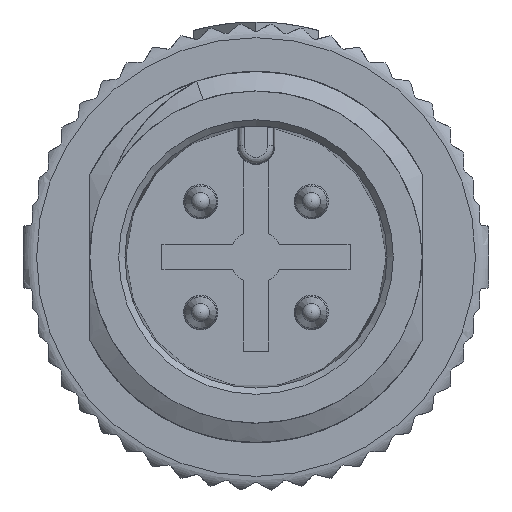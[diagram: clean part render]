
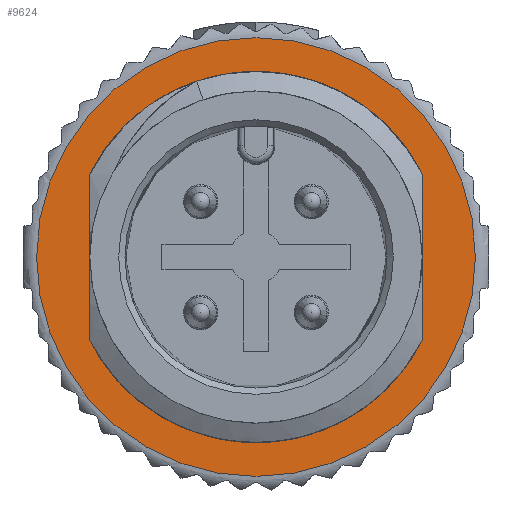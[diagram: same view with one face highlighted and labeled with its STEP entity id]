
A CAD part, front view. The second image highlights one B-rep face of the part: STEP entity #9624.
In plain terms, the highlighted face is planar.
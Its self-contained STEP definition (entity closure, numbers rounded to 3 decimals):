
#3999=ORIENTED_EDGE('',*,*,#5869,.F.);
#4000=ORIENTED_EDGE('',*,*,#5868,.F.);
#5868=EDGE_CURVE('',#6987,#6987,#7400,.T.);
#5869=EDGE_CURVE('',#6988,#6988,#7401,.T.);
#6987=VERTEX_POINT('',#17435);
#6988=VERTEX_POINT('',#17438);
#7400=CIRCLE('',#10596,7.);
#7401=CIRCLE('',#10598,5.3);
#7955=EDGE_LOOP('',(#3999));
#7956=EDGE_LOOP('',(#4000));
#8681=FACE_BOUND('',#7955,.T.);
#8682=FACE_BOUND('',#7956,.T.);
#9185=PLANE('',#10597);
#9624=ADVANCED_FACE('',(#8681,#8682),#9185,.T.);
#10596=AXIS2_PLACEMENT_3D('',#17434,#12255,#12256);
#10597=AXIS2_PLACEMENT_3D('',#17436,#12257,#12258);
#10598=AXIS2_PLACEMENT_3D('',#17437,#12259,#12260);
#12255=DIRECTION('',(0.,0.,-1.));
#12256=DIRECTION('',(-1.,0.,0.));
#12257=DIRECTION('',(0.,0.,1.));
#12258=DIRECTION('',(-1.,0.,0.));
#12259=DIRECTION('',(0.,0.,1.));
#12260=DIRECTION('',(-1.,0.,0.));
#17434=CARTESIAN_POINT('',(0.,0.,-9.55));
#17435=CARTESIAN_POINT('',(-7.,0.,-9.55));
#17436=CARTESIAN_POINT('',(0.,0.,-9.55));
#17437=CARTESIAN_POINT('',(0.,0.,-9.55));
#17438=CARTESIAN_POINT('',(-5.3,0.,-9.55));
